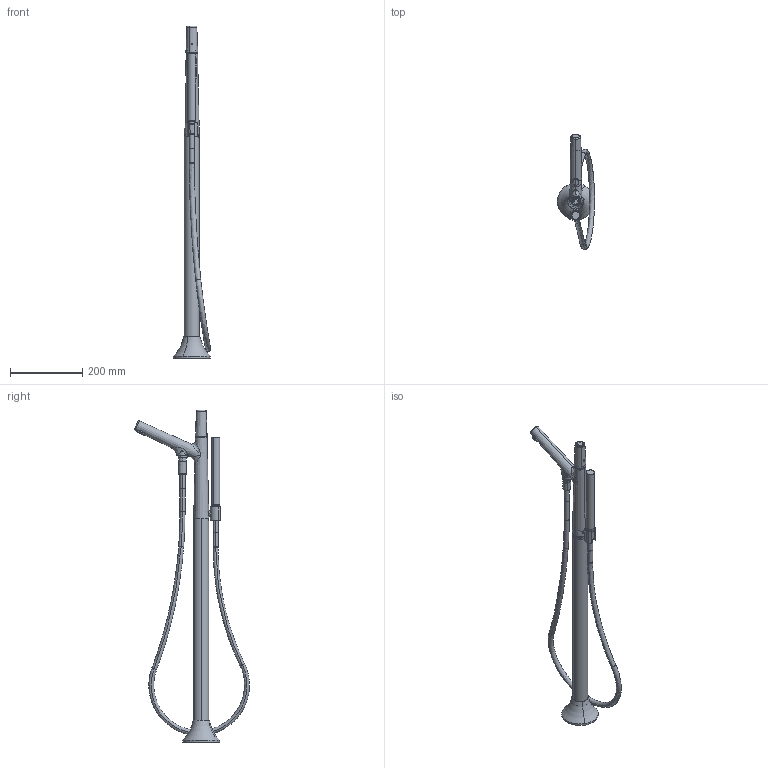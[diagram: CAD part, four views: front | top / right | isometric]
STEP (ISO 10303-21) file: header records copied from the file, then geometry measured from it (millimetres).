
FILE_DESCRIPTION(('CATIA V5 STEP Exchange'),'2;1');
FILE_NAME('VI 00420 Monovasca pavimento.stp','2019-02-20T15:27:06+00:00',('none'),('none'),'Version 5-6 Release 2013','CATIA V5 STEP AP203','none');
FILE_SCHEMA(('CONFIG_CONTROL_DESIGN'));
Length unit declared in the file: millimetre
Products named in the file (1): PR.0431.27_AllCATPart
Bounding box: 102.84 x 318.43 x 920.5 mm (x, y, z)
Volume: 841865.8 mm3; surface area: 400306.7 mm2
Topology: 17 solids, 25 shells, 1050 faces, 2470 edges, 1569 vertices
Faces by surface type: cylinder 497, plane 212, cone 174, torus 102, bspline 47, revolution 16, sphere 2
Entity records: 41983 total; most frequent: CARTESIAN_POINT 21116, ORIENTED_EDGE 4900, DIRECTION 2920, EDGE_CURVE 2458, VERTEX_POINT 1565, AXIS2_PLACEMENT_3D 1475, EDGE_LOOP 1217, ADVANCED_FACE 1050
